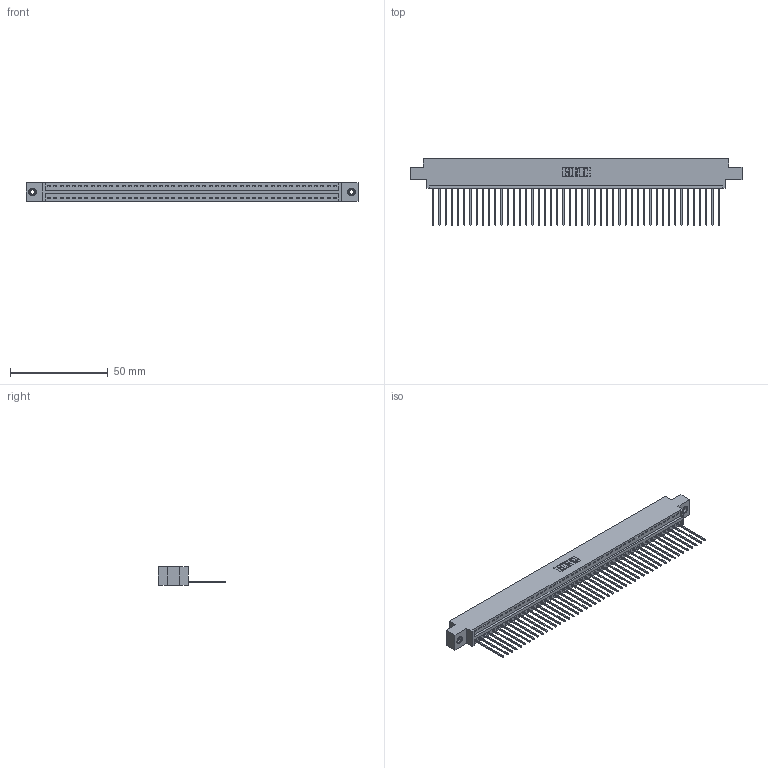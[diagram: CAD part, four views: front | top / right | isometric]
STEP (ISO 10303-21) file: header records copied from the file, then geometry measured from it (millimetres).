
FILE_DESCRIPTION (( 'STEP AP203' ), '1' );
FILE_NAME ('346-047-541-608.STEP', '2018-08-25T08:03:28', ( '' ), ( '' ), 'SwSTEP 2.0', 'SolidWorks 2016', '' );
FILE_SCHEMA (( 'CONFIG_CONTROL_DESIGN' ));
Length unit declared in the file: inch
Products named in the file (4): 345-292-001_345-293-141; 345-250-001_345-250-003-102; 346-047-541-608; 346 Part_0.170 Offset - 0.156 Dia-TI
Assembly tree (50 placements, depth 2):
  346-047-541-608
    346 Part_0.170 Offset - 0.156 Dia-TI
    345-292-001_345-293-141  x47
    345-250-001_345-250-003-102  x2
Bounding box: 169.8 x 34.29 x 9.4 mm (x, y, z)
Volume: 16281.9 mm3; surface area: 21512.9 mm2
Topology: 50 solids, 50 shells, 2912 faces, 8749 edges, 5762 vertices
Faces by surface type: plane 1992, cylinder 904, cone 12, torus 4
Entity records: 29832 total; most frequent: CARTESIAN_POINT 5096, ORIENTED_EDGE 5070, DIRECTION 4515, EDGE_CURVE 2535, LINE 2195, VECTOR 2195, VERTEX_POINT 1684, AXIS2_PLACEMENT_3D 1160
